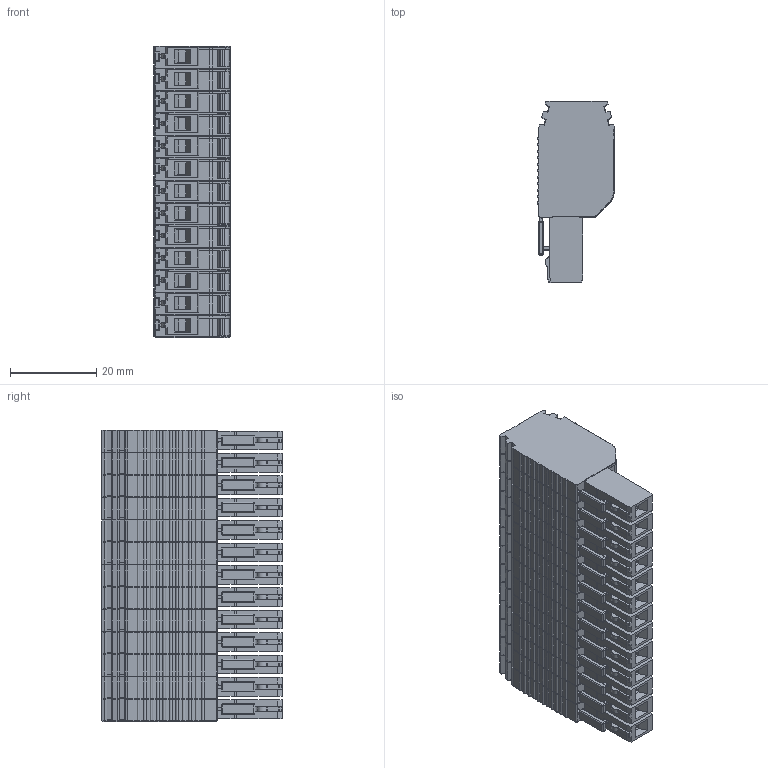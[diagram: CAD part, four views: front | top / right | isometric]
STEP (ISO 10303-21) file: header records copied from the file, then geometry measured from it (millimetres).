
FILE_DESCRIPTION (( 'STEP AP214' ), '1' );
FILE_NAME ('310209_SG_PT 2.5_13_Grey.STEP', '2017-09-27T05:13:44', ( '' ), ( '' ), 'SwSTEP 2.0', 'SolidWorks 2017', '' );
FILE_SCHEMA (( 'AUTOMOTIVE_DESIGN' ));
Length unit declared in the file: millimetre
Products named in the file (1): 310209_SG_PT 2.5_13_Grey
Bounding box: 17.82 x 41.9 x 67.6 mm (x, y, z)
Volume: 34333.7 mm3; surface area: 15226.2 mm2
Topology: 1 solids, 14 shells, 3651 faces, 10233 edges, 6571 vertices
Faces by surface type: plane 2584, cylinder 963, bspline 104
Entity records: 116794 total; most frequent: CARTESIAN_POINT 21990, ORIENTED_EDGE 20258, DIRECTION 19138, EDGE_CURVE 10129, LINE 8164, VECTOR 8164, VERTEX_POINT 6571, AXIS2_PLACEMENT_3D 5487
